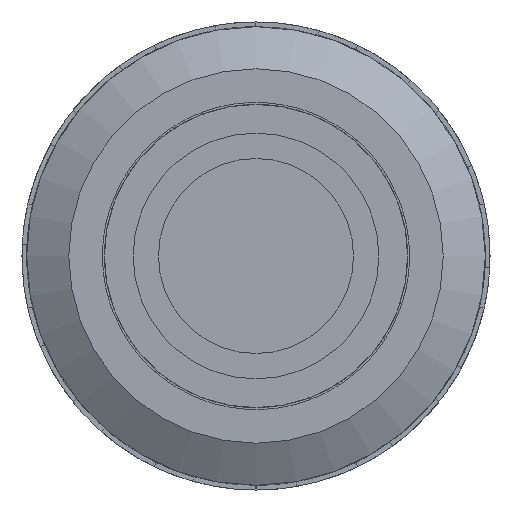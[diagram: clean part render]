
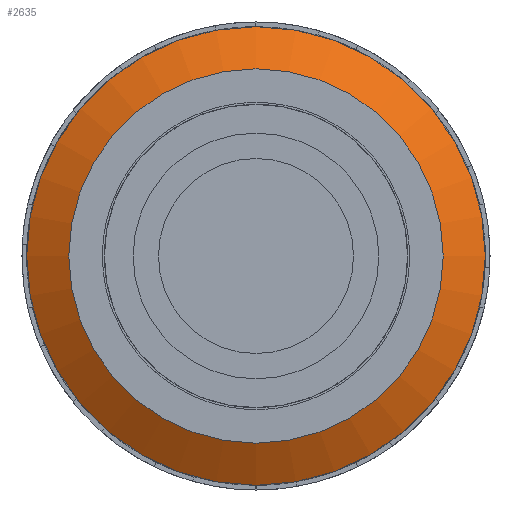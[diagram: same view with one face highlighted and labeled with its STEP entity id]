
A CAD part, left-side view. The second image highlights one B-rep face of the part: STEP entity #2635.
In plain terms, the highlighted conical face has half-angle 60 degrees and reference radius 54 mm.
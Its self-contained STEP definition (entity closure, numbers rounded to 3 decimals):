
#2608=CARTESIAN_POINT('',(-69.46,0.0,0.0));
#2609=DIRECTION('',(1.0,0.0,0.0));
#2610=DIRECTION('',(0.0,0.0,1.0));
#2611=AXIS2_PLACEMENT_3D('',#2608,#2609,#2610);
#2612=CONICAL_SURFACE('',#2611,54.0,60.);
#2613=CARTESIAN_POINT('',(-72.924,0.,-48.));
#2614=VERTEX_POINT('',#2613);
#2615=CARTESIAN_POINT('',(-72.924,0.0,0.0));
#2616=DIRECTION('',(-1.0,0.0,0.0));
#2617=DIRECTION('',(0.0,0.0,1.0));
#2618=AXIS2_PLACEMENT_3D('',#2615,#2616,#2617);
#2619=CIRCLE('',#2618,48.);
#2620=EDGE_CURVE('',#2614,#2614,#2619,.T.);
#2621=ORIENTED_EDGE('',*,*,#2620,.F.);
#2622=EDGE_LOOP('',(#2621));
#2623=FACE_OUTER_BOUND('',#2622,.T.);
#2624=CARTESIAN_POINT('',(-66.688,0.,-58.8));
#2625=VERTEX_POINT('',#2624);
#2626=CARTESIAN_POINT('',(-66.688,0.0,0.0));
#2627=DIRECTION('',(-1.0,0.0,0.0));
#2628=DIRECTION('',(0.0,0.0,1.0));
#2629=AXIS2_PLACEMENT_3D('',#2626,#2627,#2628);
#2630=CIRCLE('',#2629,58.8);
#2631=EDGE_CURVE('',#2625,#2625,#2630,.T.);
#2632=ORIENTED_EDGE('',*,*,#2631,.T.);
#2633=EDGE_LOOP('',(#2632));
#2634=FACE_BOUND('',#2633,.T.);
#2635=ADVANCED_FACE('',(#2623,#2634),#2612,.T.);
